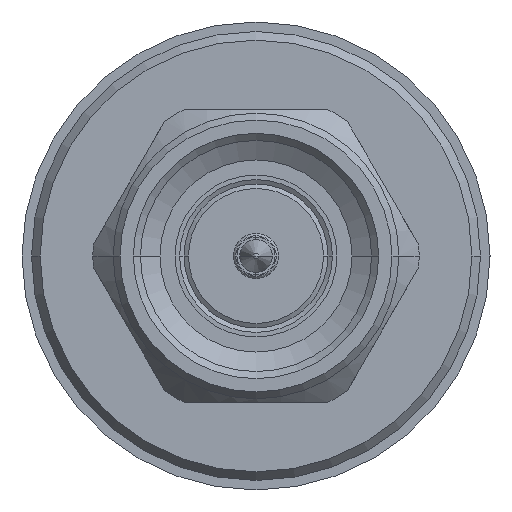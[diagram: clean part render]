
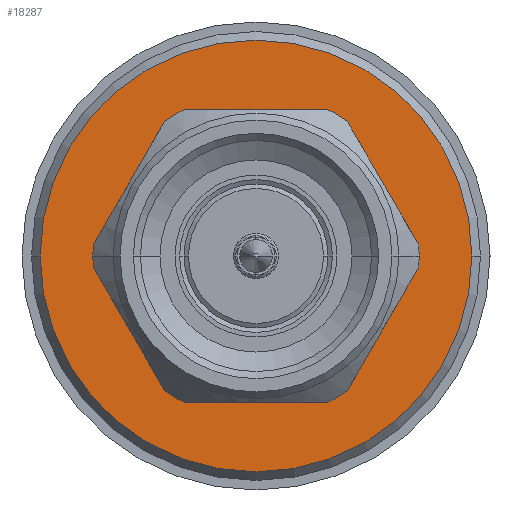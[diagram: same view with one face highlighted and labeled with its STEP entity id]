
A CAD part, left-side view. The second image highlights one B-rep face of the part: STEP entity #18287.
In plain terms, the highlighted planar face has unit normal (-1, 0, 0).
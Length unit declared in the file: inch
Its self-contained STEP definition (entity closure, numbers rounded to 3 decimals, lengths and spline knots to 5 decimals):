
#210 = CIRCLE ( 'NONE', #23344, 0.12928 ) ;
#428 = CIRCLE ( 'NONE', #33415, 0.12928 ) ;
#3103 = DIRECTION ( 'NONE',  ( 0., 1., 0. ) ) ;
#3372 = CIRCLE ( 'NONE', #33078, 0.239 ) ;
#3721 = DIRECTION ( 'NONE',  ( -1., 0., 0. ) ) ;
#7040 = DIRECTION ( 'NONE',  ( 0., -1., 0. ) ) ;
#7554 = EDGE_LOOP ( 'NONE', ( #27287, #10284 ) ) ;
#8202 = EDGE_CURVE ( 'NONE', #23750, #14664, #428, .T. ) ;
#8809 = VERTEX_POINT ( 'NONE', #35169 ) ;
#9769 = CIRCLE ( 'NONE', #37488, 0.239 ) ;
#9919 = FACE_OUTER_BOUND ( 'NONE', #7554, .T. ) ;
#10284 = ORIENTED_EDGE ( 'NONE', *, *, #21532, .T. ) ;
#13234 = PLANE ( 'NONE',  #32417 ) ;
#13854 = CARTESIAN_POINT ( 'NONE',  ( 0.34866, 0., 0. ) ) ;
#14609 = CARTESIAN_POINT ( 'NONE',  ( 0.34866, 0.12928, 0. ) ) ;
#14664 = VERTEX_POINT ( 'NONE', #14609 ) ;
#15675 = DIRECTION ( 'NONE',  ( 0., -1., 0. ) ) ;
#16779 = CARTESIAN_POINT ( 'NONE',  ( 0.34866, 0., 0. ) ) ;
#17090 = EDGE_CURVE ( 'NONE', #31658, #8809, #3372, .T. ) ;
#18287 = ADVANCED_FACE ( 'NONE', ( #19435, #9919 ), #13234, .F. ) ;
#19435 = FACE_BOUND ( 'NONE', #27189, .T. ) ;
#21532 = EDGE_CURVE ( 'NONE', #8809, #31658, #9769, .T. ) ;
#22723 = DIRECTION ( 'NONE',  ( 0., -1., 0. ) ) ;
#22928 = DIRECTION ( 'NONE',  ( -1., 0., 0. ) ) ;
#23344 = AXIS2_PLACEMENT_3D ( 'NONE', #13854, #22928, #22723 ) ;
#23750 = VERTEX_POINT ( 'NONE', #37629 ) ;
#25456 = ORIENTED_EDGE ( 'NONE', *, *, #8202, .F. ) ;
#25509 = CARTESIAN_POINT ( 'NONE',  ( 0.34866, 0.239, 0. ) ) ;
#25749 = DIRECTION ( 'NONE',  ( -1., 0., 0. ) ) ;
#27189 = EDGE_LOOP ( 'NONE', ( #25456, #37623 ) ) ;
#27287 = ORIENTED_EDGE ( 'NONE', *, *, #17090, .T. ) ;
#30149 = EDGE_CURVE ( 'NONE', #14664, #23750, #210, .T. ) ;
#31582 = DIRECTION ( 'NONE',  ( 1., 0., 0. ) ) ;
#31658 = VERTEX_POINT ( 'NONE', #25509 ) ;
#31926 = CARTESIAN_POINT ( 'NONE',  ( 0.34866, 0., 0. ) ) ;
#32417 = AXIS2_PLACEMENT_3D ( 'NONE', #38210, #31582, #3103 ) ;
#33078 = AXIS2_PLACEMENT_3D ( 'NONE', #31926, #25749, #15675 ) ;
#33415 = AXIS2_PLACEMENT_3D ( 'NONE', #16779, #3721, #35321 ) ;
#35169 = CARTESIAN_POINT ( 'NONE',  ( 0.34866, -0.239, 0. ) ) ;
#35309 = DIRECTION ( 'NONE',  ( -1., 0., 0. ) ) ;
#35321 = DIRECTION ( 'NONE',  ( 0., -1., 0. ) ) ;
#36148 = CARTESIAN_POINT ( 'NONE',  ( 0.34866, 0., 0. ) ) ;
#37488 = AXIS2_PLACEMENT_3D ( 'NONE', #36148, #35309, #7040 ) ;
#37623 = ORIENTED_EDGE ( 'NONE', *, *, #30149, .F. ) ;
#37629 = CARTESIAN_POINT ( 'NONE',  ( 0.34866, -0.12928, 0. ) ) ;
#38210 = CARTESIAN_POINT ( 'NONE',  ( 0.34866, 0.12928, 0. ) ) ;
